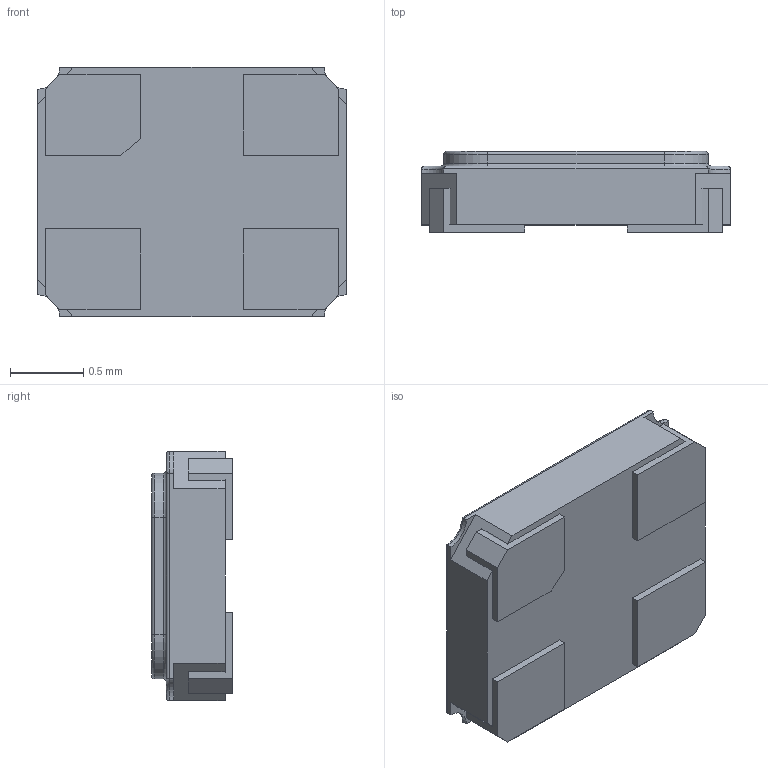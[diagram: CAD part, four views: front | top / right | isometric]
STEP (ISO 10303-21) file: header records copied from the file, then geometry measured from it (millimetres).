
FILE_DESCRIPTION (( 'STEP AP214' ), '1' );
FILE_NAME ('XTAL2016.STEP', '2020-04-11T07:35:31', ( '' ), ( '' ), 'SwSTEP 2.0', 'SolidWorks 2017', '' );
FILE_SCHEMA (( 'AUTOMOTIVE_DESIGN' ));
Length unit declared in the file: millimetre
Products named in the file (2): XTAL2016
Bounding box: 2.1 x 0.55 x 1.7 mm (x, y, z)
Volume: 1.7 mm3; surface area: 14 mm2
Topology: 5 solids, 5 shells, 121 faces, 287 edges, 178 vertices
Faces by surface type: plane 73, cylinder 36, torus 12
Entity records: 4949 total; most frequent: CARTESIAN_POINT 780, ORIENTED_EDGE 574, DIRECTION 553, EDGE_CURVE 287, LINE 219, VECTOR 219, VERTEX_POINT 178, AXIS2_PLACEMENT_3D 167
